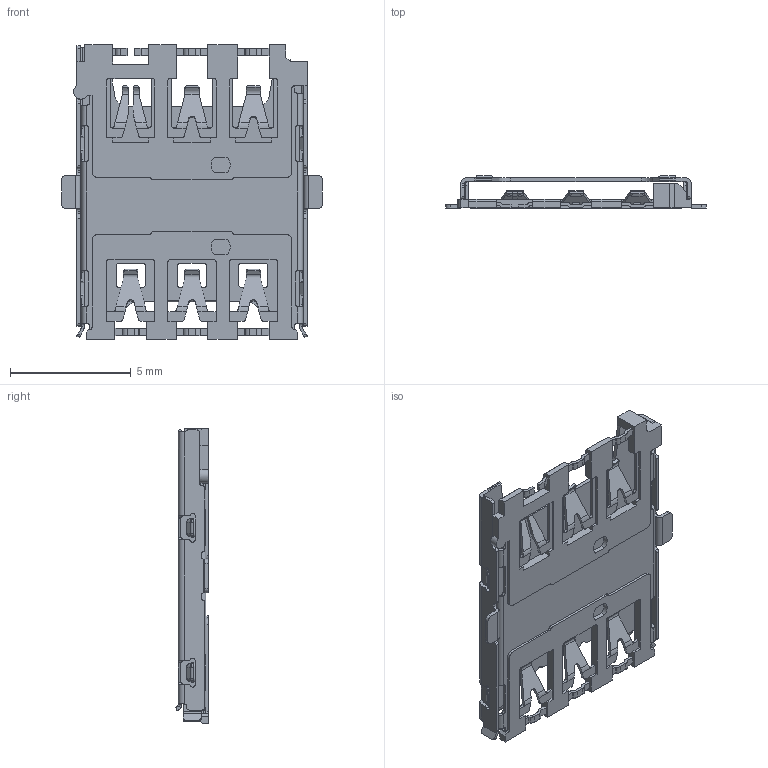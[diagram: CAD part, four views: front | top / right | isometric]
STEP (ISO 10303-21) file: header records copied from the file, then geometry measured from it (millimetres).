
FILE_DESCRIPTION (( 'STEP AP214' ), '1' );
FILE_NAME ('SIM8055-6-1-14-00-A_revA1.STEP', '2018-08-28T08:25:23', ( '' ), ( '' ), 'SwSTEP 2.0', 'SolidWorks 2016', '' );
FILE_SCHEMA (( 'AUTOMOTIVE_DESIGN' ));
Length unit declared in the file: millimetre
Products named in the file (2): SIM8055_without peg; SIM8055-6-1-14-00-A_revA1
Assembly tree (1 placements, depth 2):
  SIM8055-6-1-14-00-A_revA1
    SIM8055_without peg
Bounding box: 10.8 x 1.35 x 12.2 mm (x, y, z)
Volume: 38 mm3; surface area: 464.9 mm2
Topology: 1 solids, 1 shells, 985 faces, 2794 edges, 1751 vertices
Faces by surface type: plane 546, cylinder 362, bspline 77
Entity records: 39902 total; most frequent: CARTESIAN_POINT 9909, ORIENTED_EDGE 5524, DIRECTION 4261, EDGE_CURVE 2762, LINE 1865, VECTOR 1865, VERTEX_POINT 1751, AXIS2_PLACEMENT_3D 1198
